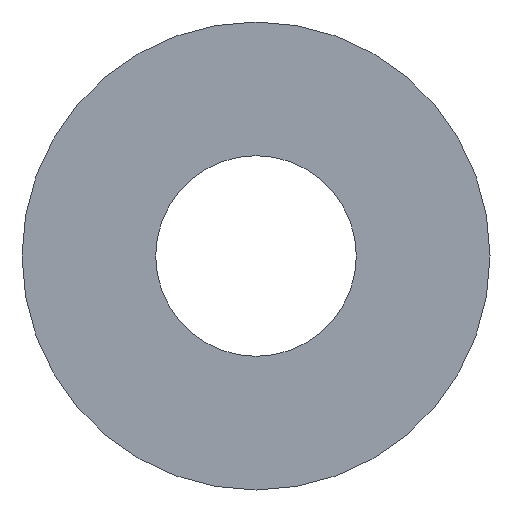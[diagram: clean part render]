
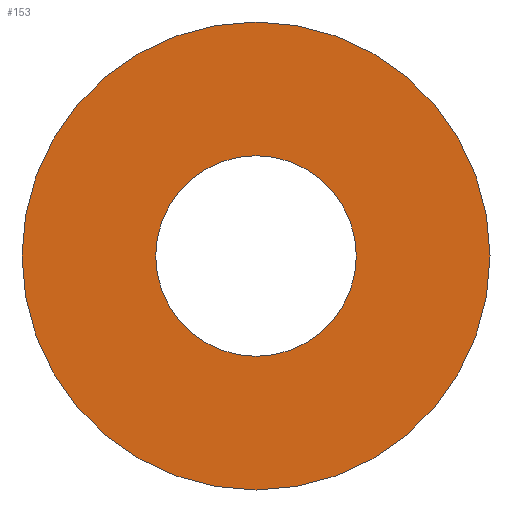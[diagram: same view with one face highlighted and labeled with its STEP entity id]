
A CAD part, left-side view. The second image highlights one B-rep face of the part: STEP entity #153.
In plain terms, the highlighted planar face has unit normal (-1, 0, 0).
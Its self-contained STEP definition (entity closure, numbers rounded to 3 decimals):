
#16=FACE_BOUND('',#38,.T.);
#18=PLANE('',#195);
#28=FACE_OUTER_BOUND('',#37,.T.);
#37=EDGE_LOOP('',(#134,#135));
#38=EDGE_LOOP('',(#136,#137));
#50=CIRCLE('',#176,6.);
#51=CIRCLE('',#177,6.);
#64=CIRCLE('',#196,14.);
#65=CIRCLE('',#197,14.);
#66=VERTEX_POINT('',#256);
#67=VERTEX_POINT('',#257);
#79=VERTEX_POINT('',#293);
#80=VERTEX_POINT('',#294);
#81=EDGE_CURVE('',#66,#67,#50,.T.);
#82=EDGE_CURVE('',#67,#66,#51,.T.);
#99=EDGE_CURVE('',#79,#80,#64,.T.);
#100=EDGE_CURVE('',#80,#79,#65,.T.);
#134=ORIENTED_EDGE('',*,*,#99,.F.);
#135=ORIENTED_EDGE('',*,*,#100,.F.);
#136=ORIENTED_EDGE('',*,*,#81,.T.);
#137=ORIENTED_EDGE('',*,*,#82,.T.);
#153=ADVANCED_FACE('',(#28,#16),#18,.T.);
#176=AXIS2_PLACEMENT_3D('',#258,#203,#204);
#177=AXIS2_PLACEMENT_3D('',#259,#205,#206);
#195=AXIS2_PLACEMENT_3D('',#292,#245,#246);
#196=AXIS2_PLACEMENT_3D('',#295,#247,#248);
#197=AXIS2_PLACEMENT_3D('',#296,#249,#250);
#203=DIRECTION('center_axis',(1.,0.,0.));
#204=DIRECTION('ref_axis',(0.,0.,1.));
#205=DIRECTION('center_axis',(1.,0.,0.));
#206=DIRECTION('ref_axis',(0.,0.,1.));
#245=DIRECTION('center_axis',(-1.,0.,0.));
#246=DIRECTION('ref_axis',(0.,0.,1.));
#247=DIRECTION('center_axis',(1.,0.,0.));
#248=DIRECTION('ref_axis',(0.,0.,-1.));
#249=DIRECTION('center_axis',(1.,0.,0.));
#250=DIRECTION('ref_axis',(0.,0.,-1.));
#256=CARTESIAN_POINT('',(-4.5,0.,6.));
#257=CARTESIAN_POINT('',(-4.5,0.,-6.));
#258=CARTESIAN_POINT('Origin',(-4.5,0.,0.));
#259=CARTESIAN_POINT('Origin',(-4.5,0.,0.));
#292=CARTESIAN_POINT('Origin',(-4.5,0.,-14.));
#293=CARTESIAN_POINT('',(-4.5,0.,-14.));
#294=CARTESIAN_POINT('',(-4.5,0.,14.));
#295=CARTESIAN_POINT('Origin',(-4.5,0.,0.));
#296=CARTESIAN_POINT('Origin',(-4.5,0.,0.));
